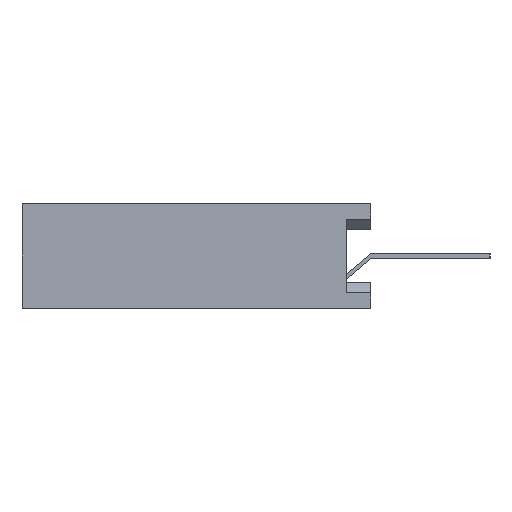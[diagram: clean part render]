
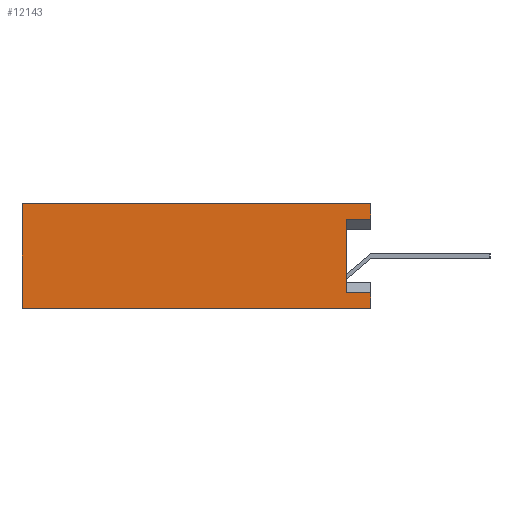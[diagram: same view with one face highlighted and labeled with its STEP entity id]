
A CAD part, left-side view. The second image highlights one B-rep face of the part: STEP entity #12143.
In plain terms, the highlighted planar face has unit normal (-1, 0, 0).
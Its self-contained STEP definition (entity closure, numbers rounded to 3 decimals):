
#17=DIRECTION('',(0.,-1.,0.));
#18=VECTOR('',#17,8.5);
#19=CARTESIAN_POINT('',(-19.05,4.25,-1.27));
#20=LINE('',#19,#18);
#517=DIRECTION('',(0.,0.,1.));
#518=VECTOR('',#517,0.37);
#519=CARTESIAN_POINT('',(-19.05,-4.25,-1.27));
#520=LINE('',#519,#518);
#533=DIRECTION('',(0.,0.,1.));
#534=VECTOR('',#533,0.37);
#535=CARTESIAN_POINT('',(-19.05,-4.25,0.9));
#536=LINE('',#535,#534);
#909=DIRECTION('',(0.,0.,1.));
#910=VECTOR('',#909,2.54);
#911=CARTESIAN_POINT('',(-19.05,4.25,-1.27));
#912=LINE('',#911,#910);
#913=DIRECTION('',(0.,1.,0.));
#914=VECTOR('',#913,0.6);
#915=CARTESIAN_POINT('',(-19.05,-4.25,0.9));
#916=LINE('',#915,#914);
#917=DIRECTION('',(0.,0.,1.));
#918=VECTOR('',#917,1.8);
#919=CARTESIAN_POINT('',(-19.05,-3.65,-0.9));
#920=LINE('',#919,#918);
#921=DIRECTION('',(0.,1.,0.));
#922=VECTOR('',#921,0.6);
#923=CARTESIAN_POINT('',(-19.05,-4.25,-0.9));
#924=LINE('',#923,#922);
#1725=DIRECTION('',(0.,-1.,0.));
#1726=VECTOR('',#1725,8.5);
#1727=CARTESIAN_POINT('',(-19.05,4.25,1.27));
#1728=LINE('',#1727,#1726);
#8309=CARTESIAN_POINT('',(-19.05,4.25,-1.27));
#8310=CARTESIAN_POINT('',(-19.05,-4.25,-1.27));
#8311=VERTEX_POINT('',#8309);
#8312=VERTEX_POINT('',#8310);
#8317=CARTESIAN_POINT('',(-19.05,4.25,1.27));
#8318=CARTESIAN_POINT('',(-19.05,-4.25,1.27));
#8319=VERTEX_POINT('',#8317);
#8320=VERTEX_POINT('',#8318);
#8445=CARTESIAN_POINT('',(-19.05,-4.25,-0.9));
#8446=VERTEX_POINT('',#8445);
#8447=CARTESIAN_POINT('',(-19.05,-4.25,0.9));
#8448=VERTEX_POINT('',#8447);
#8461=CARTESIAN_POINT('',(-19.05,-3.65,-0.9));
#8462=CARTESIAN_POINT('',(-19.05,-3.65,0.9));
#8463=VERTEX_POINT('',#8461);
#8464=VERTEX_POINT('',#8462);
#12123=CARTESIAN_POINT('',(-19.05,4.25,-1.27));
#12124=DIRECTION('',(-1.,0.,0.));
#12125=DIRECTION('',(0.,-1.,0.));
#12126=AXIS2_PLACEMENT_3D('',#12123,#12124,#12125);
#12127=PLANE('',#12126);
#12128=ORIENTED_EDGE('',*,*,#11642,.F.);
#12129=ORIENTED_EDGE('',*,*,#11010,.F.);
#12131=ORIENTED_EDGE('',*,*,#12130,.T.);
#12133=ORIENTED_EDGE('',*,*,#12132,.T.);
#12134=ORIENTED_EDGE('',*,*,#11658,.F.);
#12136=ORIENTED_EDGE('',*,*,#12135,.T.);
#12138=ORIENTED_EDGE('',*,*,#12137,.F.);
#12140=ORIENTED_EDGE('',*,*,#12139,.F.);
#12141=EDGE_LOOP('',(#12128,#12129,#12131,#12133,#12134,#12136,#12138,#12140));
#12142=FACE_OUTER_BOUND('',#12141,.F.);
#12143=ADVANCED_FACE('',(#12142),#12127,.T.);
#11010=EDGE_CURVE('',#8311,#8312,#20,.T.);
#11642=EDGE_CURVE('',#8312,#8446,#520,.T.);
#11658=EDGE_CURVE('',#8448,#8320,#536,.T.);
#12130=EDGE_CURVE('',#8311,#8319,#912,.T.);
#12132=EDGE_CURVE('',#8319,#8320,#1728,.T.);
#12135=EDGE_CURVE('',#8448,#8464,#916,.T.);
#12137=EDGE_CURVE('',#8463,#8464,#920,.T.);
#12139=EDGE_CURVE('',#8446,#8463,#924,.T.);
